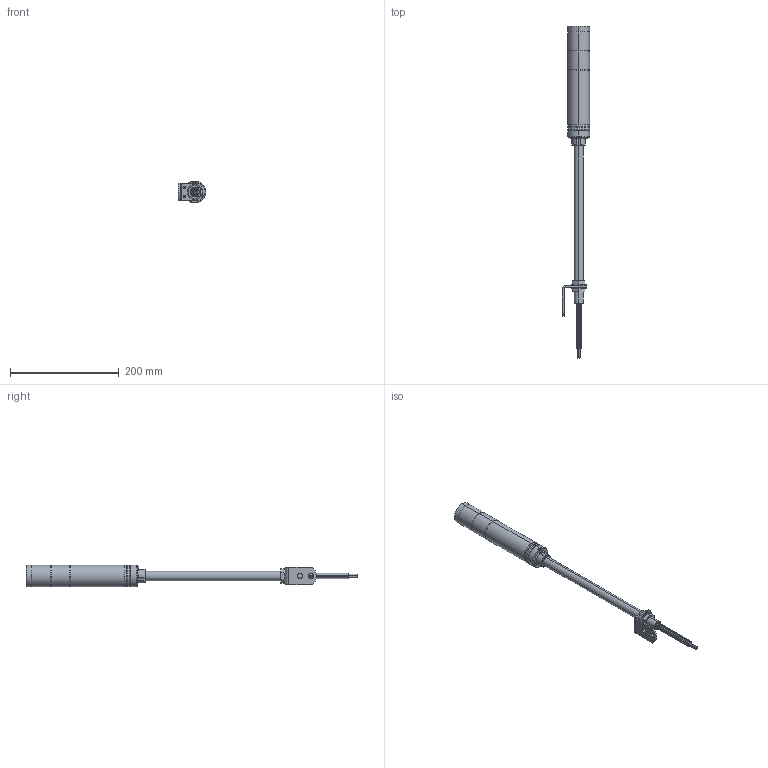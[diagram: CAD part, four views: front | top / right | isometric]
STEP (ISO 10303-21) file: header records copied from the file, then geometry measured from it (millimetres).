
FILE_DESCRIPTION (( 'STEP AP214' ), '1' );
FILE_NAME ('LCE-2M2-RG.step', '2016-10-25T14:43:25', ( '' ), ( '' ), 'SwSTEP 2.0', 'SolidWorks 2016', '' );
FILE_SCHEMA (( 'AUTOMOTIVE_DESIGN' ));
Length unit declared in the file: millimetre
Products named in the file (1): LCE-2M2-RG
Bounding box: 50 x 611 x 40 mm (x, y, z)
Volume: 316624.3 mm3; surface area: 117435.9 mm2
Topology: 32 solids, 32 shells, 373 faces, 882 edges, 573 vertices
Faces by surface type: plane 239, cylinder 114, cone 8, torus 6, bspline 6
Entity records: 11445 total; most frequent: CARTESIAN_POINT 2055, DIRECTION 1904, ORIENTED_EDGE 1752, EDGE_CURVE 876, AXIS2_PLACEMENT_3D 684, VERTEX_POINT 573, LINE 536, VECTOR 536
